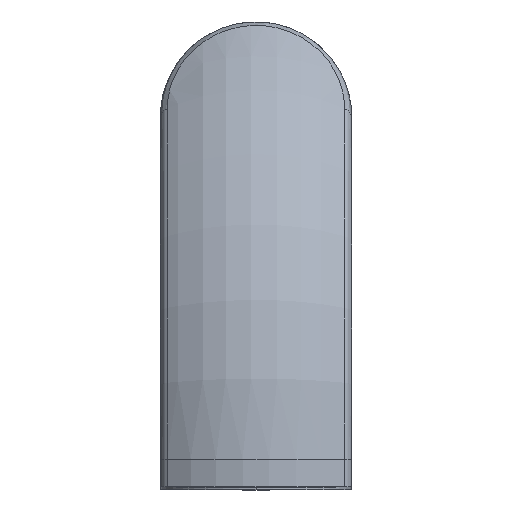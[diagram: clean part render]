
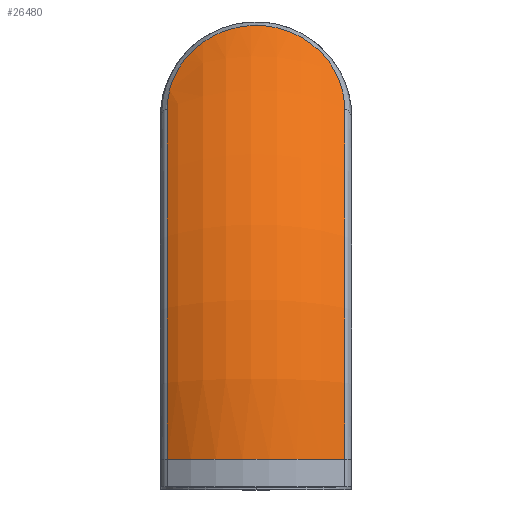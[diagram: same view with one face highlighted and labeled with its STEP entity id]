
A CAD part, top view. The second image highlights one B-rep face of the part: STEP entity #26480.
In plain terms, the highlighted toroidal (fillet/blend) face has major radius 72.969 mm and minor radius 28.521 mm.
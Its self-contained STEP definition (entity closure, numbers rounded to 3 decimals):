
#330 = DIRECTION ( 'NONE',  ( 0., 0., -1. ) ) ;
#896 = CARTESIAN_POINT ( 'NONE',  ( 15.365, 6.424, 251.793 ) ) ;
#1047 = CARTESIAN_POINT ( 'NONE',  ( 15.88, 4.65, 253.069 ) ) ;
#1939 = CARTESIAN_POINT ( 'NONE',  ( 8.948, 14.285, 247.694 ) ) ;
#2093 = CARTESIAN_POINT ( 'NONE',  ( -2.802, 16.62, 246.898 ) ) ;
#2233 = CARTESIAN_POINT ( 'NONE',  ( -12.27, 11.504, 248.877 ) ) ;
#3153 = CARTESIAN_POINT ( 'NONE',  ( 16.128, 3.338, 254.089 ) ) ;
#3903 = CARTESIAN_POINT ( 'NONE',  ( -5.513, 15.959, 247.105 ) ) ;
#4057 = CARTESIAN_POINT ( 'NONE',  ( -16.045, 3.777, 253.748 ) ) ;
#4202 = CARTESIAN_POINT ( 'NONE',  ( 4.405, 16.299, 246.997 ) ) ;
#4311 = DIRECTION ( 'NONE',  ( -1., 0., 0. ) ) ;
#4362 = CARTESIAN_POINT ( 'NONE',  ( -12.788, 10.907, 249.167 ) ) ;
#4505 = CARTESIAN_POINT ( 'NONE',  ( 5.466, 15.976, 247.099 ) ) ;
#5155 = DIRECTION ( 'NONE',  ( 1., 0., 0. ) ) ;
#5556 = CARTESIAN_POINT ( 'NONE',  ( 11.513, 12.287, 248.515 ) ) ;
#5588 = CARTESIAN_POINT ( 'NONE',  ( 16.204, -62.47, 279.949 ) ) ;
#6306 = CARTESIAN_POINT ( 'NONE',  ( 0.533, 16.845, 246.83 ) ) ;
#6822 = EDGE_CURVE ( 'NONE', #8954, #8872, #8776, .T. ) ;
#6903 = CARTESIAN_POINT ( 'NONE',  ( -16.204, 1.641, 255.554 ) ) ;
#7115 = DIRECTION ( 'NONE',  ( 0., 1., 0. ) ) ;
#7286 = ORIENTED_EDGE ( 'NONE', *, *, #20654, .T. ) ;
#7807 = CARTESIAN_POINT ( 'NONE',  ( 14.109, 9.056, 250.15 ) ) ;
#8049 = CIRCLE ( 'NONE', #27358, 28.521 ) ;
#8776 = CIRCLE ( 'NONE', #16507, 96.439 ) ;
#8790 = EDGE_CURVE ( 'NONE', #24408, #11131, #12488, .T. ) ;
#8793 = CARTESIAN_POINT ( 'NONE',  ( 0., -62.47, 183.511 ) ) ;
#8855 = CARTESIAN_POINT ( 'NONE',  ( -16.185, 2.487, 254.812 ) ) ;
#8872 = VERTEX_POINT ( 'NONE', #26418 ) ;
#8954 = VERTEX_POINT ( 'NONE', #5588 ) ;
#8998 = CARTESIAN_POINT ( 'NONE',  ( -12.088, 11.7, 248.785 ) ) ;
#9148 = CARTESIAN_POINT ( 'NONE',  ( -7.541, 15.077, 247.405 ) ) ;
#10068 = CARTESIAN_POINT ( 'NONE',  ( 15.013, 7.306, 251.21 ) ) ;
#10217 = CARTESIAN_POINT ( 'NONE',  ( 11.115, 12.655, 248.354 ) ) ;
#10808 = CARTESIAN_POINT ( 'NONE',  ( 7.512, 15.092, 247.4 ) ) ;
#11049 = FACE_OUTER_BOUND ( 'NONE', #26588, .T. ) ;
#11109 = CARTESIAN_POINT ( 'NONE',  ( -8.517, 14.547, 247.597 ) ) ;
#11131 = VERTEX_POINT ( 'NONE', #23997 ) ;
#11259 = CARTESIAN_POINT ( 'NONE',  ( 2.209, 16.709, 246.871 ) ) ;
#11482 = DIRECTION ( 'NONE',  ( 0., 0., -1. ) ) ;
#11574 = EDGE_CURVE ( 'NONE', #8872, #24408, #13769, .T. ) ;
#12331 = CARTESIAN_POINT ( 'NONE',  ( 15.774, 5.094, 252.737 ) ) ;
#12460 = TOROIDAL_SURFACE ( 'NONE', #20174, 72.969, 28.521 ) ;
#12488 = CIRCLE ( 'NONE', #26966, 96.439 ) ;
#13101 = CARTESIAN_POINT ( 'NONE',  ( -12.62, 11.108, 249.068 ) ) ;
#13390 = CARTESIAN_POINT ( 'NONE',  ( 1.091, 16.819, 246.838 ) ) ;
#13769 = B_SPLINE_CURVE_WITH_KNOTS ( 'NONE', 3,
 ( #26830, #26378, #3153, #1047, #12331, #21548, #896, #10068, #19297, #28506, #7807, #17027, #26238, #5556, #10217, #19439, #22744, #1939, #15816, #10808, #24864, #4505, #4202, #29697, #11259, #13390, #6306, #22598, #17930, #18222, #2093, #27139, #3903, #25020, #9148, #11109, #29399, #22304, #20175, #8998, #2233, #13101, #4362, #27282, #20479, #18369, #24724, #15972, #20327, #27441, #27586, #4057, #29552, #8855, #17779, #6903 ),
 .UNSPECIFIED., .F., .F.,
 ( 4, 2, 2, 2, 2, 2, 2, 2, 2, 2, 2, 2, 2, 2, 2, 2, 2, 2, 2, 2, 2, 2, 2, 2, 2, 2, 2, 4 ),
 ( 0., 0.003, 0.005, 0.007, 0.008, 0.01, 0.013, 0.015, 0.017, 0.018, 0.02, 0.023, 0.025, 0.027, 0.029, 0.03, 0.034, 0.035, 0.037, 0.04, 0.041, 0.042, 0.044, 0.045, 0.047, 0.05, 0.052, 0.054 ),
 .UNSPECIFIED. ) ;
#14679 = ORIENTED_EDGE ( 'NONE', *, *, #11574, .T. ) ;
#15471 = DIRECTION ( 'NONE',  ( 0., 0., 1. ) ) ;
#15816 = CARTESIAN_POINT ( 'NONE',  ( 8.48, 14.568, 247.589 ) ) ;
#15972 = CARTESIAN_POINT ( 'NONE',  ( -14.821, 7.729, 250.941 ) ) ;
#16507 = AXIS2_PLACEMENT_3D ( 'NONE', #24524, #4311, #15471 ) ;
#17027 = CARTESIAN_POINT ( 'NONE',  ( 13.275, 10.339, 249.441 ) ) ;
#17779 = CARTESIAN_POINT ( 'NONE',  ( -16.204, 2.061, 255.18 ) ) ;
#17930 = CARTESIAN_POINT ( 'NONE',  ( -1.137, 16.816, 246.839 ) ) ;
#18015 = DIRECTION ( 'NONE',  ( -1., 0., 0. ) ) ;
#18222 = CARTESIAN_POINT ( 'NONE',  ( -2.247, 16.704, 246.872 ) ) ;
#18369 = CARTESIAN_POINT ( 'NONE',  ( -14.12, 9.037, 250.161 ) ) ;
#18595 = CARTESIAN_POINT ( 'NONE',  ( 0., -62.47, 256.479 ) ) ;
#18740 = CARTESIAN_POINT ( 'NONE',  ( -16.204, -62.47, 183.511 ) ) ;
#19297 = CARTESIAN_POINT ( 'NONE',  ( 14.813, 7.745, 250.931 ) ) ;
#19439 = CARTESIAN_POINT ( 'NONE',  ( 10.282, 13.349, 248.062 ) ) ;
#20174 = AXIS2_PLACEMENT_3D ( 'NONE', #8793, #18015, #27221 ) ;
#20175 = CARTESIAN_POINT ( 'NONE',  ( -11.156, 12.653, 248.346 ) ) ;
#20327 = CARTESIAN_POINT ( 'NONE',  ( -15.023, 7.283, 251.224 ) ) ;
#20479 = CARTESIAN_POINT ( 'NONE',  ( -13.572, 9.883, 249.692 ) ) ;
#20654 = EDGE_CURVE ( 'NONE', #11131, #8954, #8049, .T. ) ;
#20780 = CARTESIAN_POINT ( 'NONE',  ( -16.204, 1.641, 255.554 ) ) ;
#21548 = CARTESIAN_POINT ( 'NONE',  ( 15.517, 5.981, 252.098 ) ) ;
#22304 = CARTESIAN_POINT ( 'NONE',  ( -10.334, 13.343, 248.06 ) ) ;
#22333 = ORIENTED_EDGE ( 'NONE', *, *, #6822, .T. ) ;
#22598 = CARTESIAN_POINT ( 'NONE',  ( -0.581, 16.844, 246.83 ) ) ;
#22744 = CARTESIAN_POINT ( 'NONE',  ( 9.849, 13.675, 247.931 ) ) ;
#23997 = CARTESIAN_POINT ( 'NONE',  ( -16.204, -62.47, 279.949 ) ) ;
#24408 = VERTEX_POINT ( 'NONE', #20780 ) ;
#24524 = CARTESIAN_POINT ( 'NONE',  ( 16.204, -62.47, 183.511 ) ) ;
#24724 = CARTESIAN_POINT ( 'NONE',  ( -14.369, 8.606, 250.41 ) ) ;
#24864 = CARTESIAN_POINT ( 'NONE',  ( 7.008, 15.333, 247.317 ) ) ;
#25020 = CARTESIAN_POINT ( 'NONE',  ( -7.042, 15.317, 247.322 ) ) ;
#25602 = ORIENTED_EDGE ( 'NONE', *, *, #8790, .T. ) ;
#26238 = CARTESIAN_POINT ( 'NONE',  ( 12.628, 11.15, 249.037 ) ) ;
#26378 = CARTESIAN_POINT ( 'NONE',  ( 16.204, 2.482, 254.806 ) ) ;
#26418 = CARTESIAN_POINT ( 'NONE',  ( 16.204, 1.641, 255.554 ) ) ;
#26480 = ADVANCED_FACE ( 'NONE', ( #11049 ), #12460, .T. ) ;
#26588 = EDGE_LOOP ( 'NONE', ( #7286, #22333, #14679, #25602 ) ) ;
#26830 = CARTESIAN_POINT ( 'NONE',  ( 16.204, 1.641, 255.554 ) ) ;
#26966 = AXIS2_PLACEMENT_3D ( 'NONE', #18740, #5155, #11482 ) ;
#27139 = CARTESIAN_POINT ( 'NONE',  ( -4.454, 16.287, 247.001 ) ) ;
#27221 = DIRECTION ( 'NONE',  ( 0., 0., 1. ) ) ;
#27282 = CARTESIAN_POINT ( 'NONE',  ( -13.274, 10.299, 249.474 ) ) ;
#27358 = AXIS2_PLACEMENT_3D ( 'NONE', #18595, #7115, #330 ) ;
#27441 = CARTESIAN_POINT ( 'NONE',  ( -15.55, 5.956, 252.103 ) ) ;
#27586 = CARTESIAN_POINT ( 'NONE',  ( -15.799, 5.079, 252.735 ) ) ;
#28506 = CARTESIAN_POINT ( 'NONE',  ( 14.362, 8.619, 250.402 ) ) ;
#29399 = CARTESIAN_POINT ( 'NONE',  ( -8.986, 14.261, 247.704 ) ) ;
#29552 = CARTESIAN_POINT ( 'NONE',  ( -16.105, 3.346, 254.096 ) ) ;
#29697 = CARTESIAN_POINT ( 'NONE',  ( 2.766, 16.626, 246.896 ) ) ;
